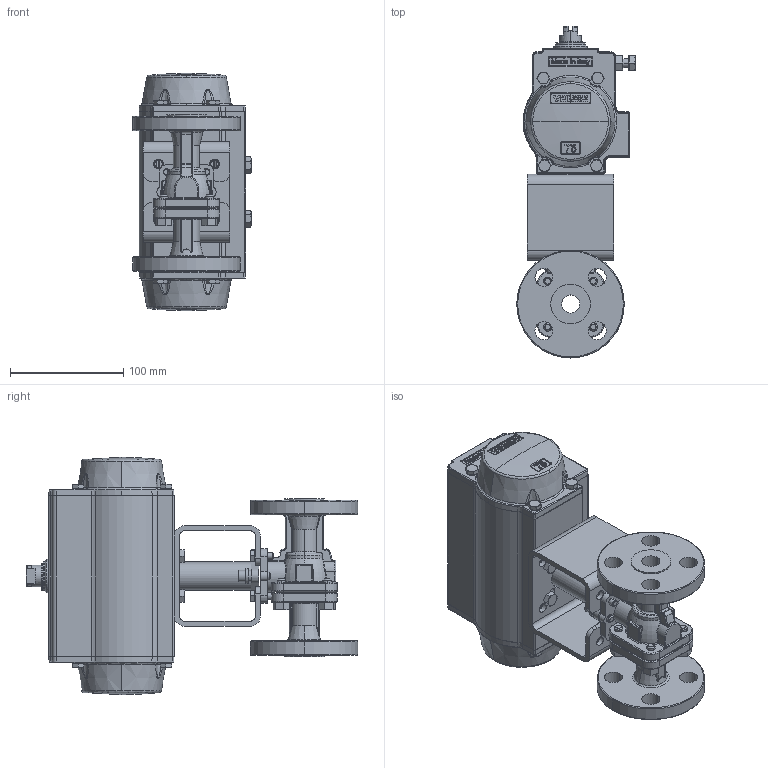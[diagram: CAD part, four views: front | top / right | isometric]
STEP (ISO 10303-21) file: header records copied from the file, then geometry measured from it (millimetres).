
FILE_DESCRIPTION (( 'STEP AP203' ), '1' );
FILE_NAME ('6801F-050_UT-2.STEP', '2017-12-04T20:55:56', ( '' ), ( '' ), 'SwSTEP 2.0', 'SolidWorks 2014', '' );
FILE_SCHEMA (( 'CONFIG_CONTROL_DESIGN' ));
Length unit declared in the file: inch
Products named in the file (1): 6801F-050_UT-2
Bounding box: 104.67 x 293.41 x 209.78 mm (x, y, z)
Surface area: 215630.3 mm2 (no closed solid volume)
Topology: 0 solids, 34 shells, 1507 faces, 4694 edges, 3096 vertices
Faces by surface type: plane 506, cylinder 350, bspline 325, cone 215, torus 80, sphere 31
Entity records: 72589 total; most frequent: CARTESIAN_POINT 33955, ORIENTED_EDGE 7895, DIRECTION 7475, EDGE_CURVE 4666, VERTEX_POINT 3096, AXIS2_PLACEMENT_3D 2854, LINE 1767, VECTOR 1767
